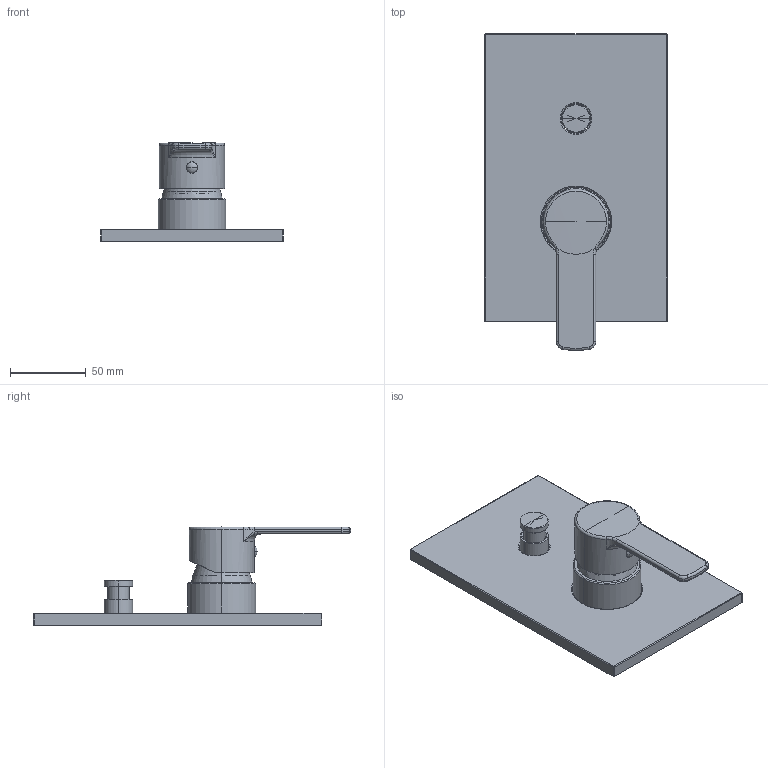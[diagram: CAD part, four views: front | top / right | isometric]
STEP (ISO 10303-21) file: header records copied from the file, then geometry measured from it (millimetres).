
FILE_DESCRIPTION((''),'2;1');
FILE_NAME('RED015CR','2021-11-08T13:27:28',('ut3'),('PAFFONI SpA'),'CREO PARAMETRIC BY PTC INC, 2020044','CREO PARAMETRIC BY PTC INC, 2020044','');
FILE_SCHEMA(('CONFIG_CONTROL_DESIGN','SHAPE_APPEARANCE_LAYERS_GROUPS'));
Products named in the file (1): RED015CR
Bounding box: 120 x 208.91 x 64.83 mm (x, y, z)
Volume: 171442.7 mm3; surface area: 98513.3 mm2
Topology: 5 solids, 5 shells, 1152 faces, 3026 edges, 1884 vertices
Faces by surface type: plane 617, cylinder 301, torus 108, bspline 46, cone 44, sphere 36
Entity records: 51751 total; most frequent: CARTESIAN_POINT 15707, ORIENTED_EDGE 6024, DIRECTION 5626, EDGE_CURVE 3012, AXIS2_PLACEMENT_3D 1988, VERTEX_POINT 1884, VECTOR 1650, LINE 1650
